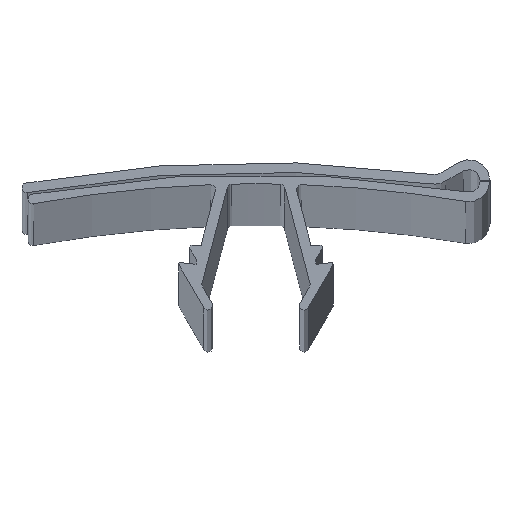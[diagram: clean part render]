
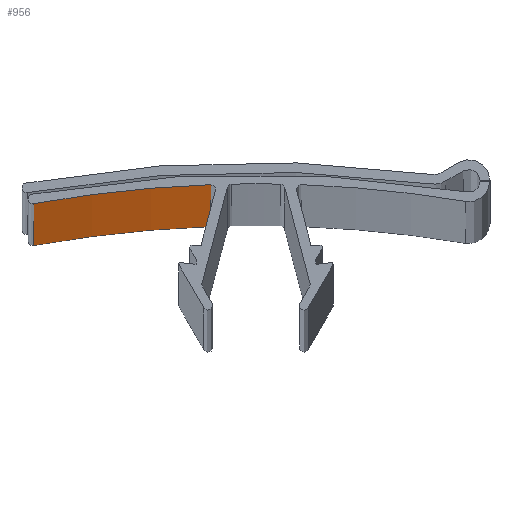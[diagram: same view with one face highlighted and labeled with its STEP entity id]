
A CAD part, top view. The second image highlights one B-rep face of the part: STEP entity #956.
In plain terms, the highlighted cylindrical face has radius 105 mm (diameter 210 mm), a partial arc.
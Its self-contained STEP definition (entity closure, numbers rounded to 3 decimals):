
#2 = DIRECTION ( 'NONE',  ( -1., 0., 0. ) ) ;
#30 = EDGE_CURVE ( 'NONE', #57, #300, #505, .T. ) ;
#52 = DIRECTION ( 'NONE',  ( -1., 0., 0. ) ) ;
#57 = VERTEX_POINT ( 'NONE', #1545 ) ;
#207 = CARTESIAN_POINT ( 'NONE',  ( -3.788, 0.832, -1000. ) ) ;
#273 = ORIENTED_EDGE ( 'NONE', *, *, #1834, .F. ) ;
#300 = VERTEX_POINT ( 'NONE', #207 ) ;
#403 = AXIS2_PLACEMENT_3D ( 'NONE', #1632, #441, #2 ) ;
#441 = DIRECTION ( 'NONE',  ( 0., 0., -1. ) ) ;
#442 = CARTESIAN_POINT ( 'NONE',  ( -3.788, 0.832, 1000. ) ) ;
#505 = CIRCLE ( 'NONE', #403, 105. ) ;
#578 = VERTEX_POINT ( 'NONE', #1062 ) ;
#602 = VERTEX_POINT ( 'NONE', #741 ) ;
#615 = DIRECTION ( 'NONE',  ( 0., 0., 1. ) ) ;
#664 = AXIS2_PLACEMENT_3D ( 'NONE', #953, #1859, #52 ) ;
#741 = CARTESIAN_POINT ( 'NONE',  ( -18.529, -0.748, 1000. ) ) ;
#836 = DIRECTION ( 'NONE',  ( 0., 0., -1. ) ) ;
#848 = LINE ( 'NONE', #1055, #970 ) ;
#953 = CARTESIAN_POINT ( 'NONE',  ( 0., -104.1, 1000. ) ) ;
#956 = ADVANCED_FACE ( 'NONE', ( #1350 ), #1300, .F. ) ;
#970 = VECTOR ( 'NONE', #615, 1000. ) ;
#1055 = CARTESIAN_POINT ( 'NONE',  ( -18.529, -0.748, 1000. ) ) ;
#1062 = CARTESIAN_POINT ( 'NONE',  ( -3.788, 0.832, 1000. ) ) ;
#1150 = ORIENTED_EDGE ( 'NONE', *, *, #1298, .F. ) ;
#1228 = LINE ( 'NONE', #442, #1459 ) ;
#1298 = EDGE_CURVE ( 'NONE', #602, #578, #1537, .T. ) ;
#1300 = CYLINDRICAL_SURFACE ( 'NONE', #1518, 105. ) ;
#1350 = FACE_OUTER_BOUND ( 'NONE', #1380, .T. ) ;
#1380 = EDGE_LOOP ( 'NONE', ( #273, #1150, #1522, #1853 ) ) ;
#1453 = EDGE_CURVE ( 'NONE', #57, #602, #848, .T. ) ;
#1459 = VECTOR ( 'NONE', #1495, 1000. ) ;
#1495 = DIRECTION ( 'NONE',  ( 0., 0., -1. ) ) ;
#1518 = AXIS2_PLACEMENT_3D ( 'NONE', #1741, #836, #1890 ) ;
#1522 = ORIENTED_EDGE ( 'NONE', *, *, #1453, .F. ) ;
#1537 = CIRCLE ( 'NONE', #664, 105. ) ;
#1545 = CARTESIAN_POINT ( 'NONE',  ( -18.529, -0.748, -1000. ) ) ;
#1632 = CARTESIAN_POINT ( 'NONE',  ( 0., -104.1, -1000. ) ) ;
#1741 = CARTESIAN_POINT ( 'NONE',  ( 0., -104.1, 1000. ) ) ;
#1834 = EDGE_CURVE ( 'NONE', #578, #300, #1228, .T. ) ;
#1853 = ORIENTED_EDGE ( 'NONE', *, *, #30, .T. ) ;
#1859 = DIRECTION ( 'NONE',  ( 0., 0., -1. ) ) ;
#1890 = DIRECTION ( 'NONE',  ( -1., 0., 0. ) ) ;
